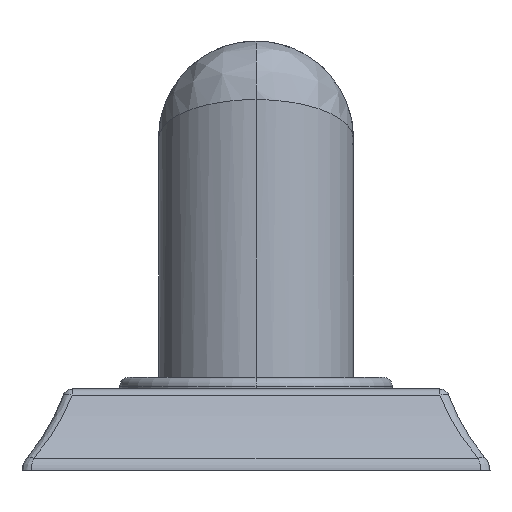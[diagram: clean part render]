
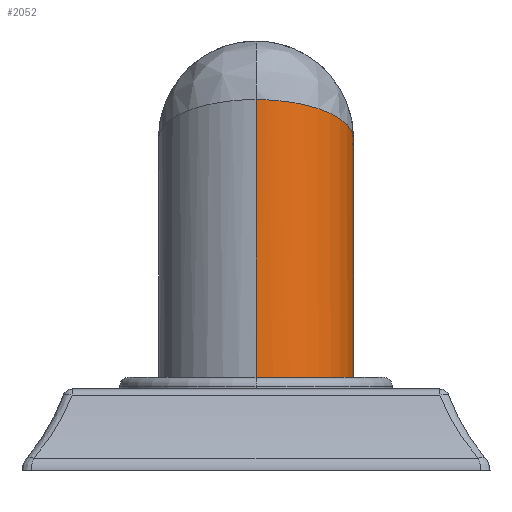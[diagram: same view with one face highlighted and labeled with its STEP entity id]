
A CAD part, left-side view. The second image highlights one B-rep face of the part: STEP entity #2052.
In plain terms, the highlighted cylindrical face has radius 15.875 mm (diameter 31.75 mm), a partial arc.
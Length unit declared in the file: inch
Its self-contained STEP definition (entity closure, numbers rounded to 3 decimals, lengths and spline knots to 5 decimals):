
#348=CARTESIAN_POINT('',(0.,0.,0.6));
#349=DIRECTION('',(0.,0.,-1.));
#350=DIRECTION('',(1.,0.,0.));
#351=AXIS2_PLACEMENT_3D('',#348,#349,#350);
#368=CARTESIAN_POINT('',(0.,-0.625,2.13));
#369=CARTESIAN_POINT('',(-0.02144,-0.625,
2.13865));
#370=CARTESIAN_POINT('',(-0.0643,-0.62279,
2.15572));
#371=CARTESIAN_POINT('',(-0.12772,-0.61293,
2.18107));
#372=CARTESIAN_POINT('',(-0.1896,-0.59669,
2.20586));
#373=CARTESIAN_POINT('',(-0.2492,-0.57434,
2.22968));
#374=CARTESIAN_POINT('',(-0.30587,-0.54625,
2.25234));
#375=CARTESIAN_POINT('',(-0.35902,-0.51286,
2.27362));
#376=CARTESIAN_POINT('',(-0.40816,-0.47467,
2.29326));
#377=CARTESIAN_POINT('',(-0.45286,-0.4322,
2.31114));
#378=CARTESIAN_POINT('',(-0.49283,-0.38597,
2.32714));
#379=CARTESIAN_POINT('',(-0.52781,-0.33653,
2.34111));
#380=CARTESIAN_POINT('',(-0.55762,-0.2844,
2.35305));
#381=CARTESIAN_POINT('',(-0.58213,-0.23005,
2.36285));
#382=CARTESIAN_POINT('',(-0.60126,-0.17399,
2.3705));
#383=CARTESIAN_POINT('',(-0.61495,-0.11667,
2.37598));
#384=CARTESIAN_POINT('',(-0.62317,-0.05853,
2.37926));
#385=CARTESIAN_POINT('',(-0.625,-0.01949,
2.38));
#386=CARTESIAN_POINT('',(-0.625,0.,2.38));
#388=CARTESIAN_POINT('',(0.,-0.625,2.13));
#389=CARTESIAN_POINT('',(0.02455,-0.625,
2.10302));
#390=CARTESIAN_POINT('',(0.07319,-0.62213,
2.04955));
#391=CARTESIAN_POINT('',(0.14485,-0.60941,
1.97078));
#392=CARTESIAN_POINT('',(0.21324,-0.5889,
1.8956));
#393=CARTESIAN_POINT('',(0.27721,-0.56155,
1.82529));
#394=CARTESIAN_POINT('',(0.33581,-0.52849,
1.76087));
#395=CARTESIAN_POINT('',(0.38852,-0.49093,
1.70294));
#396=CARTESIAN_POINT('',(0.43513,-0.45002,
1.65171));
#397=CARTESIAN_POINT('',(0.47568,-0.40678,
1.60713));
#398=CARTESIAN_POINT('',(0.51043,-0.36208,
1.56893));
#399=CARTESIAN_POINT('',(0.53975,-0.31659,
1.53671));
#400=CARTESIAN_POINT('',(0.56405,-0.2708,
1.50999));
#401=CARTESIAN_POINT('',(0.58378,-0.22501,
1.48831));
#402=CARTESIAN_POINT('',(0.59932,-0.1794,
1.47122));
#403=CARTESIAN_POINT('',(0.61102,-0.13412,
1.45836));
#404=CARTESIAN_POINT('',(0.61918,-0.08906,
1.4494));
#405=CARTESIAN_POINT('',(0.62396,-0.04431,
1.44414));
#406=CARTESIAN_POINT('',(0.625,-0.0147,
1.443));
#407=CARTESIAN_POINT('',(0.625,0.,
1.443));
#409=DIRECTION('',(0.,0.,-1.));
#410=VECTOR('',#409,0.843);
#411=CARTESIAN_POINT('',(0.625,0.,
1.443));
#412=LINE('',#411,#410);
#413=CARTESIAN_POINT('',(0.625,0.,
1.443));
#454=DIRECTION('',(0.,0.,-1.));
#455=VECTOR('',#454,1.78);
#456=CARTESIAN_POINT('',(-0.625,0.,2.38));
#457=LINE('',#456,#455);
#463=CARTESIAN_POINT('',(0.,-0.625,2.13));
#1238=CARTESIAN_POINT('',(-0.625,0.,2.38));
#1240=VERTEX_POINT('',#1238);
#1246=VERTEX_POINT('',#413);
#1249=VERTEX_POINT('',#463);
#1250=CARTESIAN_POINT('',(0.625,0.,0.6));
#1251=CARTESIAN_POINT('',(-0.625,0.,0.6));
#1252=VERTEX_POINT('',#1250);
#1253=VERTEX_POINT('',#1251);
#2036=CARTESIAN_POINT('',(0.,0.,2.13));
#2037=DIRECTION('',(0.,0.,-1.));
#2038=DIRECTION('',(1.,0.,0.));
#2039=AXIS2_PLACEMENT_3D('',#2036,#2037,#2038);
#2040=CYLINDRICAL_SURFACE('',#2039,0.625);
#2041=ORIENTED_EDGE('',*,*,#2017,.T.);
#2043=ORIENTED_EDGE('',*,*,#2042,.F.);
#2045=ORIENTED_EDGE('',*,*,#2044,.F.);
#2047=ORIENTED_EDGE('',*,*,#2046,.T.);
#2049=ORIENTED_EDGE('',*,*,#2048,.T.);
#2050=EDGE_LOOP('',(#2041,#2043,#2045,#2047,#2049));
#2051=FACE_OUTER_BOUND('',#2050,.F.);
#2052=ADVANCED_FACE('',(#2051),#2040,.T.);
#352=CIRCLE('',#351,0.625);
#387=B_SPLINE_CURVE_WITH_KNOTS('',3,(#368,#369,#370,#371,#372,#373,#374,#375,
#376,#377,#378,#379,#380,#381,#382,#383,#384,#385,#386),.UNSPECIFIED.,.F.,.F.,
(4,1,1,1,1,1,1,1,1,1,1,1,1,1,1,1,4),(0.,0.0625,0.125,0.1875,0.25,
0.3125,0.375,0.4375,0.5,0.5625,0.625,0.6875,0.75,0.8125,
0.875,0.9375,1.),.UNSPECIFIED.);
#408=B_SPLINE_CURVE_WITH_KNOTS('',3,(#388,#389,#390,#391,#392,#393,#394,#395,
#396,#397,#398,#399,#400,#401,#402,#403,#404,#405,#406,#407),.UNSPECIFIED.,.F.,
.F.,(4,1,1,1,1,1,1,1,1,1,1,1,1,1,1,1,1,4),(0.,0.05882,
0.11765,0.17647,0.23529,0.29412,
0.35294,0.41176,0.47059,0.52941,
0.58824,0.64706,0.70588,0.76471,
0.82353,0.88235,0.94118,1.),.UNSPECIFIED.);
#2017=EDGE_CURVE('',#1252,#1253,#352,.T.);
#2042=EDGE_CURVE('',#1240,#1253,#457,.T.);
#2044=EDGE_CURVE('',#1249,#1240,#387,.T.);
#2046=EDGE_CURVE('',#1249,#1246,#408,.T.);
#2048=EDGE_CURVE('',#1246,#1252,#412,.T.);
